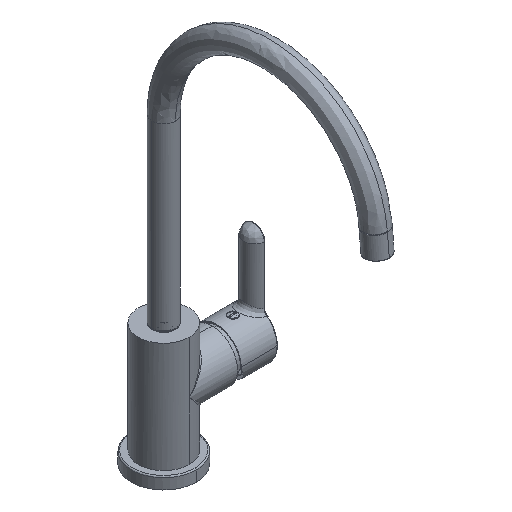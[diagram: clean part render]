
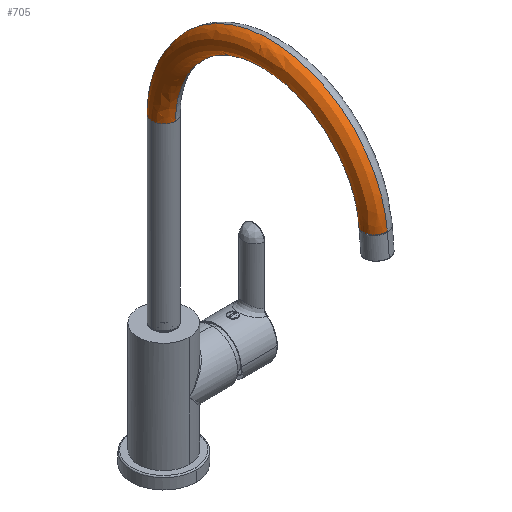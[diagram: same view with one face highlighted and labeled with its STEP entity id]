
A CAD part, isometric view. The second image highlights one B-rep face of the part: STEP entity #705.
In plain terms, the highlighted free-form (B-spline) face has degree [2, 2] with [9, 9] control points.
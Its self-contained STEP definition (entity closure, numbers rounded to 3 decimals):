
#705=ADVANCED_FACE('',(#1269),#8229,.T.);
#1269=FACE_OUTER_BOUND('',#1885,.T.);
#1885=EDGE_LOOP('',(#4363,#4364,#4365,#4366,#4367));
#4363=ORIENTED_EDGE('',*,*,#5636,.F.);
#4364=ORIENTED_EDGE('',*,*,#5652,.F.);
#4365=ORIENTED_EDGE('',*,*,#5633,.F.);
#4366=ORIENTED_EDGE('',*,*,#5656,.F.);
#4367=ORIENTED_EDGE('',*,*,#5645,.F.);
#5633=EDGE_CURVE('',#7654,#7655,#6907,.T.);
#5636=EDGE_CURVE('',#7656,#7657,#6910,.T.);
#5645=EDGE_CURVE('',#7657,#7666,#6915,.T.);
#5652=EDGE_CURVE('',#7655,#7656,#6918,.T.);
#5656=EDGE_CURVE('',#7666,#7654,#6921,.T.);
#6907=(
BOUNDED_CURVE()
B_SPLINE_CURVE(2,(#24647,#24648,#24649,#24650,#24651),.UNSPECIFIED.,.F.,
 .F.)
B_SPLINE_CURVE_WITH_KNOTS((3,2,3),(0.,137.617,275.235),
 .UNSPECIFIED.)
CURVE()
GEOMETRIC_REPRESENTATION_ITEM()
RATIONAL_B_SPLINE_CURVE((1.,0.722,1.,0.722,1.))
REPRESENTATION_ITEM('')
);
#6910=(
BOUNDED_CURVE()
B_SPLINE_CURVE(2,(#24660,#24661,#24662,#24663,#24664),.UNSPECIFIED.,.F.,
 .F.)
B_SPLINE_CURVE_WITH_KNOTS((3,2,3),(0.,122.327,244.653),
 .UNSPECIFIED.)
CURVE()
GEOMETRIC_REPRESENTATION_ITEM()
RATIONAL_B_SPLINE_CURVE((1.,0.722,1.,0.722,1.))
REPRESENTATION_ITEM('')
);
#6915=(
BOUNDED_CURVE()
B_SPLINE_CURVE(2,(#24691,#24692,#24693),.UNSPECIFIED.,.F.,.F.)
B_SPLINE_CURVE_WITH_KNOTS((3,3),(0.,15.708),.UNSPECIFIED.)
CURVE()
GEOMETRIC_REPRESENTATION_ITEM()
RATIONAL_B_SPLINE_CURVE((1.,0.707,1.))
REPRESENTATION_ITEM('')
);
#6918=(
BOUNDED_CURVE()
B_SPLINE_CURVE(2,(#24710,#24711,#24712,#24713,#24714),.UNSPECIFIED.,.F.,
 .F.)
B_SPLINE_CURVE_WITH_KNOTS((3,2,3),(-31.416,-15.708,0.),
 .UNSPECIFIED.)
CURVE()
GEOMETRIC_REPRESENTATION_ITEM()
RATIONAL_B_SPLINE_CURVE((1.,0.707,1.,0.707,1.))
REPRESENTATION_ITEM('')
);
#6921=(
BOUNDED_CURVE()
B_SPLINE_CURVE(2,(#24745,#24746,#24747),.UNSPECIFIED.,.F.,.F.)
B_SPLINE_CURVE_WITH_KNOTS((3,3),(0.,15.708),.UNSPECIFIED.)
CURVE()
GEOMETRIC_REPRESENTATION_ITEM()
RATIONAL_B_SPLINE_CURVE((1.,0.707,1.))
REPRESENTATION_ITEM('')
);
#7654=VERTEX_POINT('',#24566);
#7655=VERTEX_POINT('',#24567);
#7656=VERTEX_POINT('',#24568);
#7657=VERTEX_POINT('',#24569);
#7666=VERTEX_POINT('',#24578);
#8229=(
BOUNDED_SURFACE()
B_SPLINE_SURFACE(2,2,((#24333,#24334,#24335,#24336,#24337,#24338,#24339,
#24340,#24341),(#24342,#24343,#24344,#24345,#24346,#24347,#24348,#24349,
#24350),(#24351,#24352,#24353,#24354,#24355,#24356,#24357,#24358,#24359),
(#24360,#24361,#24362,#24363,#24364,#24365,#24366,#24367,#24368),(#24369,
#24370,#24371,#24372,#24373,#24374,#24375,#24376,#24377),(#24378,#24379,
#24380,#24381,#24382,#24383,#24384,#24385,#24386),(#24387,#24388,#24389,
#24390,#24391,#24392,#24393,#24394,#24395),(#24396,#24397,#24398,#24399,
#24400,#24401,#24402,#24403,#24404),(#24405,#24406,#24407,#24408,#24409,
#24410,#24411,#24412,#24413)),.UNSPECIFIED.,.T.,.F.,.F.)
B_SPLINE_SURFACE_WITH_KNOTS((3,2,2,2,3),(3,2,2,2,3),(0.,141.372,
282.743,424.115,565.487),(0.,15.708,
31.416,47.124,62.832),.UNSPECIFIED.)
GEOMETRIC_REPRESENTATION_ITEM()
RATIONAL_B_SPLINE_SURFACE(((1.,0.707,1.,0.707,1.,
0.707,1.,0.707,1.),(0.707,0.5,0.707,
0.5,0.707,0.5,0.707,0.5,0.707),(1.,
0.707,1.,0.707,1.,0.707,1.,0.707,
1.),(0.707,0.5,0.707,0.5,0.707,0.5,
0.707,0.5,0.707),(1.,0.707,1.,0.707,
1.,0.707,1.,0.707,1.),(0.707,0.5,0.707,
0.5,0.707,0.5,0.707,0.5,0.707),(1.,
0.707,1.,0.707,1.,0.707,1.,0.707,
1.),(0.707,0.5,0.707,0.5,0.707,0.5,
0.707,0.5,0.707),(1.,0.707,1.,0.707,
1.,0.707,1.,0.707,1.)))
REPRESENTATION_ITEM('')
SURFACE()
);
#24333=CARTESIAN_POINT('',(-10.,152.5,0.));
#24334=CARTESIAN_POINT('',(-10.,152.5,-10.));
#24335=CARTESIAN_POINT('',(0.,152.5,-10.));
#24336=CARTESIAN_POINT('',(10.,152.5,-10.));
#24337=CARTESIAN_POINT('',(10.,152.5,0.));
#24338=CARTESIAN_POINT('',(10.,152.5,10.));
#24339=CARTESIAN_POINT('',(0.,152.5,10.));
#24340=CARTESIAN_POINT('',(-10.,152.5,10.));
#24341=CARTESIAN_POINT('',(-10.,152.5,0.));
#24342=CARTESIAN_POINT('',(-10.,252.5,0.));
#24343=CARTESIAN_POINT('',(-10.,252.5,-10.));
#24344=CARTESIAN_POINT('',(0.,242.5,-10.));
#24345=CARTESIAN_POINT('',(10.,232.5,-10.));
#24346=CARTESIAN_POINT('',(10.,232.5,0.));
#24347=CARTESIAN_POINT('',(10.,232.5,10.));
#24348=CARTESIAN_POINT('',(0.,242.5,10.));
#24349=CARTESIAN_POINT('',(-10.,252.5,10.));
#24350=CARTESIAN_POINT('',(-10.,252.5,0.));
#24351=CARTESIAN_POINT('',(90.,252.5,0.));
#24352=CARTESIAN_POINT('',(90.,252.5,-10.));
#24353=CARTESIAN_POINT('',(90.,242.5,-10.));
#24354=CARTESIAN_POINT('',(90.,232.5,-10.));
#24355=CARTESIAN_POINT('',(90.,232.5,0.));
#24356=CARTESIAN_POINT('',(90.,232.5,10.));
#24357=CARTESIAN_POINT('',(90.,242.5,10.));
#24358=CARTESIAN_POINT('',(90.,252.5,10.));
#24359=CARTESIAN_POINT('',(90.,252.5,0.));
#24360=CARTESIAN_POINT('',(190.,252.5,0.));
#24361=CARTESIAN_POINT('',(190.,252.5,-10.));
#24362=CARTESIAN_POINT('',(180.,242.5,-10.));
#24363=CARTESIAN_POINT('',(170.,232.5,-10.));
#24364=CARTESIAN_POINT('',(170.,232.5,0.));
#24365=CARTESIAN_POINT('',(170.,232.5,10.));
#24366=CARTESIAN_POINT('',(180.,242.5,10.));
#24367=CARTESIAN_POINT('',(190.,252.5,10.));
#24368=CARTESIAN_POINT('',(190.,252.5,0.));
#24369=CARTESIAN_POINT('',(190.,152.5,0.));
#24370=CARTESIAN_POINT('',(190.,152.5,-10.));
#24371=CARTESIAN_POINT('',(180.,152.5,-10.));
#24372=CARTESIAN_POINT('',(170.,152.5,-10.));
#24373=CARTESIAN_POINT('',(170.,152.5,0.));
#24374=CARTESIAN_POINT('',(170.,152.5,10.));
#24375=CARTESIAN_POINT('',(180.,152.5,10.));
#24376=CARTESIAN_POINT('',(190.,152.5,10.));
#24377=CARTESIAN_POINT('',(190.,152.5,0.));
#24378=CARTESIAN_POINT('',(190.,52.5,0.));
#24379=CARTESIAN_POINT('',(190.,52.5,-10.));
#24380=CARTESIAN_POINT('',(180.,62.5,-10.));
#24381=CARTESIAN_POINT('',(170.,72.5,-10.));
#24382=CARTESIAN_POINT('',(170.,72.5,0.));
#24383=CARTESIAN_POINT('',(170.,72.5,10.));
#24384=CARTESIAN_POINT('',(180.,62.5,10.));
#24385=CARTESIAN_POINT('',(190.,52.5,10.));
#24386=CARTESIAN_POINT('',(190.,52.5,0.));
#24387=CARTESIAN_POINT('',(90.,52.5,0.));
#24388=CARTESIAN_POINT('',(90.,52.5,-10.));
#24389=CARTESIAN_POINT('',(90.,62.5,-10.));
#24390=CARTESIAN_POINT('',(90.,72.5,-10.));
#24391=CARTESIAN_POINT('',(90.,72.5,0.));
#24392=CARTESIAN_POINT('',(90.,72.5,10.));
#24393=CARTESIAN_POINT('',(90.,62.5,10.));
#24394=CARTESIAN_POINT('',(90.,52.5,10.));
#24395=CARTESIAN_POINT('',(90.,52.5,0.));
#24396=CARTESIAN_POINT('',(-10.,52.5,0.));
#24397=CARTESIAN_POINT('',(-10.,52.5,-10.));
#24398=CARTESIAN_POINT('',(0.,62.5,-10.));
#24399=CARTESIAN_POINT('',(10.,72.5,-10.));
#24400=CARTESIAN_POINT('',(10.,72.5,0.));
#24401=CARTESIAN_POINT('',(10.,72.5,10.));
#24402=CARTESIAN_POINT('',(0.,62.5,10.));
#24403=CARTESIAN_POINT('',(-10.,52.5,10.));
#24404=CARTESIAN_POINT('',(-10.,52.5,0.));
#24405=CARTESIAN_POINT('',(-10.,152.5,0.));
#24406=CARTESIAN_POINT('',(-10.,152.5,-10.));
#24407=CARTESIAN_POINT('',(0.,152.5,-10.));
#24408=CARTESIAN_POINT('',(10.,152.5,-10.));
#24409=CARTESIAN_POINT('',(10.,152.5,0.));
#24410=CARTESIAN_POINT('',(10.,152.5,10.));
#24411=CARTESIAN_POINT('',(0.,152.5,10.));
#24412=CARTESIAN_POINT('',(-10.,152.5,10.));
#24413=CARTESIAN_POINT('',(-10.,152.5,0.));
#24566=CARTESIAN_POINT('',(-10.,152.5,0.));
#24567=CARTESIAN_POINT('',(189.652,160.833,0.));
#24568=CARTESIAN_POINT('',(169.722,159.167,0.));
#24569=CARTESIAN_POINT('',(10.,152.5,0.));
#24578=CARTESIAN_POINT('',(0.,152.5,10.));
#24647=CARTESIAN_POINT('',(-10.,152.5,0.));
#24648=CARTESIAN_POINT('',(-10.,248.413,0.));
#24649=CARTESIAN_POINT('',(85.83,252.413,0.));
#24650=CARTESIAN_POINT('',(181.659,256.413,0.));
#24651=CARTESIAN_POINT('',(189.652,160.833,0.));
#24660=CARTESIAN_POINT('',(169.722,159.167,0.));
#24661=CARTESIAN_POINT('',(163.328,235.63,0.));
#24662=CARTESIAN_POINT('',(86.664,232.43,0.));
#24663=CARTESIAN_POINT('',(10.,229.231,0.));
#24664=CARTESIAN_POINT('',(10.,152.5,0.));
#24691=CARTESIAN_POINT('',(10.,152.5,0.));
#24692=CARTESIAN_POINT('',(10.,152.5,10.));
#24693=CARTESIAN_POINT('',(0.,152.5,10.));
#24710=CARTESIAN_POINT('',(189.652,160.833,0.));
#24711=CARTESIAN_POINT('',(189.652,160.833,10.));
#24712=CARTESIAN_POINT('',(179.687,160.,10.));
#24713=CARTESIAN_POINT('',(169.722,159.167,10.));
#24714=CARTESIAN_POINT('',(169.722,159.167,0.));
#24745=CARTESIAN_POINT('',(0.,152.5,10.));
#24746=CARTESIAN_POINT('',(-10.,152.5,10.));
#24747=CARTESIAN_POINT('',(-10.,152.5,0.));
